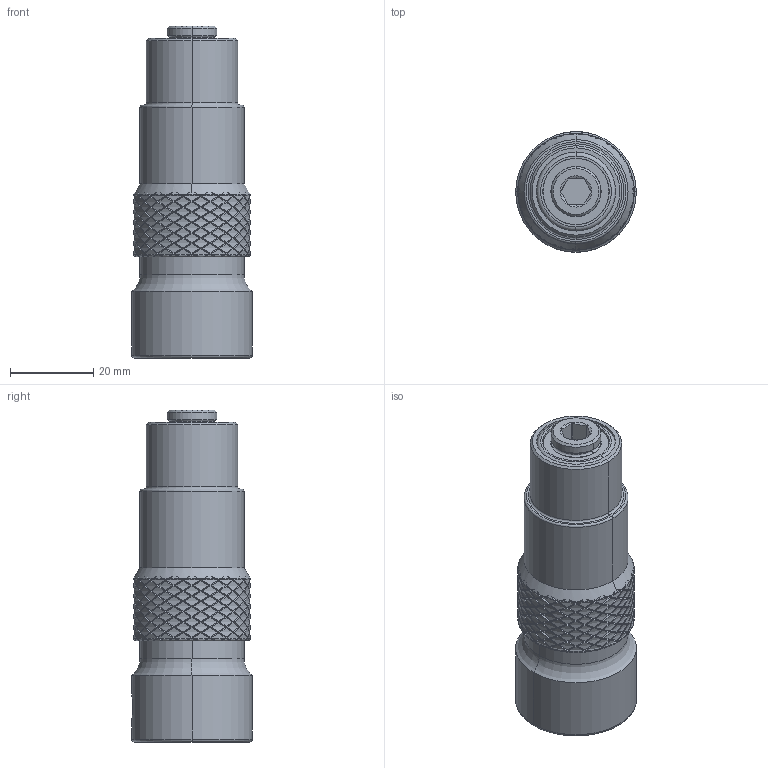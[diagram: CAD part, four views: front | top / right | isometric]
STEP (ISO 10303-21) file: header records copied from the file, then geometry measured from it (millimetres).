
FILE_DESCRIPTION((''),'2;1');
FILE_NAME('4027037515_ASM','2023-08-30T12:52:37',('a00565553'),(''),'CREO PARAMETRIC BY PTC INC, 2022414','CREO PARAMETRIC BY PTC INC, 2022414','');
FILE_SCHEMA(('CONFIG_CONTROL_DESIGN','GEOMETRIC_VALIDATION_PROPERTIES_MIM'));
Products named in the file (1): 4027037515_ASM
Bounding box: 29 x 29 x 79.8 mm (x, y, z)
Surface area: 13335.4 mm2 (no closed solid volume)
Topology: 0 solids, 10 shells, 1490 faces, 3242 edges, 1760 vertices
Faces by surface type: bspline 1040, cylinder 327, torus 60, plane 41, cone 22
Entity records: 77645 total; most frequent: CARTESIAN_POINT 43376, ORIENTED_EDGE 6382, EDGE_CURVE 3242, B_SPLINE_CURVE_WITH_KNOTS 2324, DIRECTION 2132, VERTEX_POINT 1760, EDGE_LOOP 1511, FACE_OUTER_BOUND 1490
